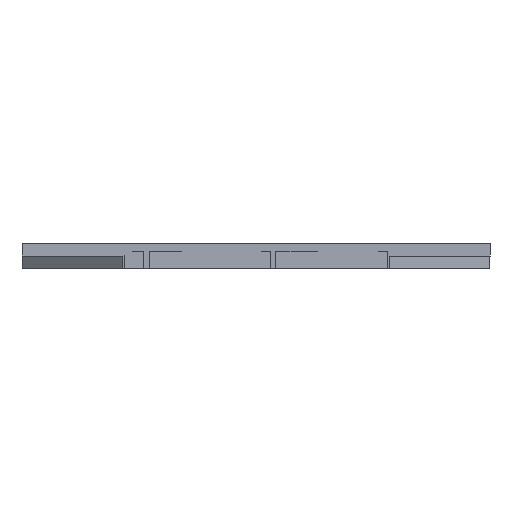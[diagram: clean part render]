
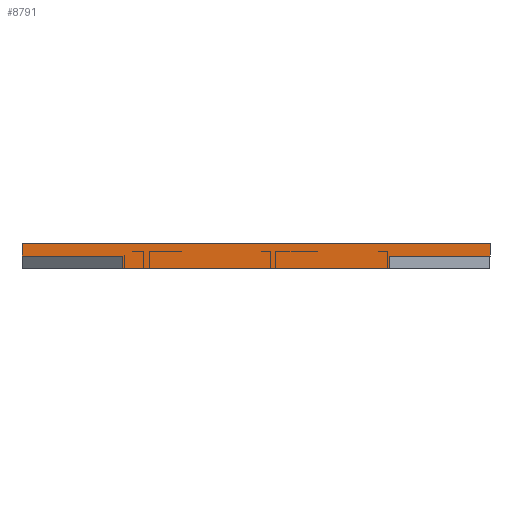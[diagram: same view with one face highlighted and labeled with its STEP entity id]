
A CAD part, left-side view. The second image highlights one B-rep face of the part: STEP entity #8791.
In plain terms, the highlighted planar face has unit normal (-1, 0, 0).
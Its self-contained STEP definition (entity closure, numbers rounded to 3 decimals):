
#721=FACE_OUTER_BOUND('',#1286,.T.);
#1286=EDGE_LOOP('',(#7699,#7700,#7701,#7702,#7703,#7704,#7705,#7706));
#1411=LINE('',#11923,#2503);
#1804=LINE('',#12924,#2896);
#2340=LINE('',#14008,#3432);
#2423=LINE('',#14179,#3515);
#2425=LINE('',#14183,#3517);
#2428=LINE('',#14189,#3520);
#2429=LINE('',#14191,#3521);
#2430=LINE('',#14192,#3522);
#2503=VECTOR('',#9582,10.);
#2896=VECTOR('',#10533,10.);
#3432=VECTOR('',#11421,10.);
#3515=VECTOR('',#11628,10.);
#3517=VECTOR('',#11632,10.);
#3520=VECTOR('',#11641,10.);
#3521=VECTOR('',#11642,10.);
#3522=VECTOR('',#11643,10.);
#3590=VERTEX_POINT('',#11916);
#3593=VERTEX_POINT('',#11921);
#3921=VERTEX_POINT('',#12921);
#3922=VERTEX_POINT('',#12923);
#4294=VERTEX_POINT('',#14006);
#4320=VERTEX_POINT('',#14177);
#4321=VERTEX_POINT('',#14181);
#4322=VERTEX_POINT('',#14190);
#4391=EDGE_CURVE('',#3593,#3590,#1411,.T.);
#4884=EDGE_CURVE('',#3922,#3921,#1804,.T.);
#5432=EDGE_CURVE('',#3593,#4294,#2340,.T.);
#5515=EDGE_CURVE('',#4320,#3921,#2423,.T.);
#5517=EDGE_CURVE('',#4321,#4320,#2425,.T.);
#5520=EDGE_CURVE('',#3590,#4321,#2428,.T.);
#5521=EDGE_CURVE('',#4322,#4294,#2429,.T.);
#5522=EDGE_CURVE('',#4322,#3922,#2430,.T.);
#7699=ORIENTED_EDGE('',*,*,#4884,.T.);
#7700=ORIENTED_EDGE('',*,*,#5515,.F.);
#7701=ORIENTED_EDGE('',*,*,#5517,.F.);
#7702=ORIENTED_EDGE('',*,*,#5520,.F.);
#7703=ORIENTED_EDGE('',*,*,#4391,.F.);
#7704=ORIENTED_EDGE('',*,*,#5432,.T.);
#7705=ORIENTED_EDGE('',*,*,#5521,.F.);
#7706=ORIENTED_EDGE('',*,*,#5522,.T.);
#8306=PLANE('',#9412);
#8791=ADVANCED_FACE('',(#721),#8306,.T.);
#9412=AXIS2_PLACEMENT_3D('',#14188,#11639,#11640);
#9582=DIRECTION('',(0.,-1.,0.));
#10533=DIRECTION('',(0.,-1.,0.));
#11421=DIRECTION('',(0.,0.,-1.));
#11628=DIRECTION('',(0.,0.,-1.));
#11632=DIRECTION('',(0.,1.,0.));
#11639=DIRECTION('center_axis',(-1.,0.,0.));
#11640=DIRECTION('ref_axis',(0.,1.,0.));
#11641=DIRECTION('',(0.,0.,-1.));
#11642=DIRECTION('',(0.,1.,0.));
#11643=DIRECTION('',(0.,0.,-1.));
#11916=CARTESIAN_POINT('',(472.,-66.602,793.5));
#11921=CARTESIAN_POINT('',(472.,28.398,793.5));
#11923=CARTESIAN_POINT('',(472.,28.398,793.5));
#12921=CARTESIAN_POINT('',(472.,-46.102,788.5));
#12923=CARTESIAN_POINT('',(472.,7.898,788.5));
#12924=CARTESIAN_POINT('',(472.,-48.977,788.5));
#14006=CARTESIAN_POINT('',(472.,28.398,791.));
#14008=CARTESIAN_POINT('',(472.,28.398,793.5));
#14177=CARTESIAN_POINT('',(472.,-46.102,791.));
#14179=CARTESIAN_POINT('',(472.,-46.102,792.));
#14181=CARTESIAN_POINT('',(472.,-66.602,791.));
#14183=CARTESIAN_POINT('',(472.,28.398,791.));
#14188=CARTESIAN_POINT('Origin',(472.,-66.602,793.5));
#14189=CARTESIAN_POINT('',(472.,-66.602,793.5));
#14190=CARTESIAN_POINT('',(472.,7.898,791.));
#14191=CARTESIAN_POINT('',(472.,28.398,791.));
#14192=CARTESIAN_POINT('',(472.,7.898,792.));
